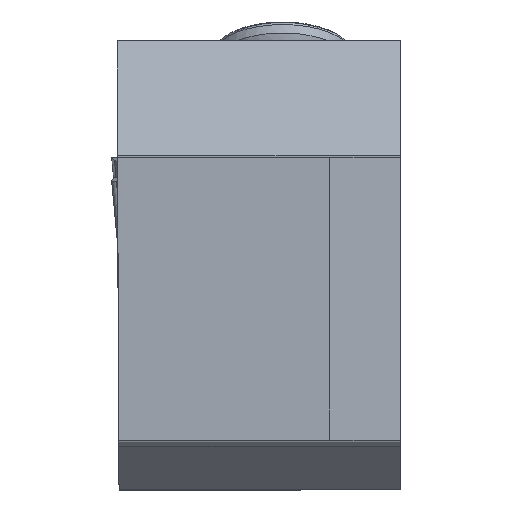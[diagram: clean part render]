
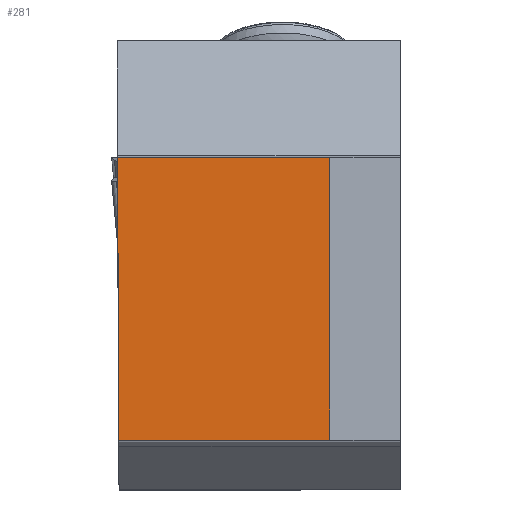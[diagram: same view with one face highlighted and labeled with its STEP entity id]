
A CAD part, top view. The second image highlights one B-rep face of the part: STEP entity #281.
In plain terms, the highlighted planar face has unit normal (0, 0, 1).
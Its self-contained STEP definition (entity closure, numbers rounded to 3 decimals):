
#281=ADVANCED_FACE('BLANK_BOXF006',(#431),#375,.T.);
#375=PLANE('',#1991);
#431=FACE_OUTER_BOUND('',#526,.T.);
#526=EDGE_LOOP('',(#732,#733,#734,#735));
#732=ORIENTED_EDGE('',*,*,#1347,.T.);
#733=ORIENTED_EDGE('',*,*,#1388,.T.);
#734=ORIENTED_EDGE('',*,*,#1389,.F.);
#735=ORIENTED_EDGE('',*,*,#1375,.F.);
#1168=VERTEX_POINT('',#2683);
#1169=VERTEX_POINT('',#2685);
#1188=VERTEX_POINT('',#2758);
#1193=VERTEX_POINT('',#2798);
#1347=EDGE_CURVE('',#1169,#1168,#1600,.T.);
#1375=EDGE_CURVE('',#1169,#1188,#1623,.T.);
#1388=EDGE_CURVE('',#1168,#1193,#1632,.T.);
#1389=EDGE_CURVE('',#1188,#1193,#1633,.T.);
#1600=LINE('',#2684,#1756);
#1623=LINE('',#2757,#1779);
#1632=LINE('',#2797,#1788);
#1633=LINE('',#2799,#1789);
#1756=VECTOR('',#2182,1.);
#1779=VECTOR('',#2219,1.);
#1788=VECTOR('',#2248,1.);
#1789=VECTOR('',#2249,1.);
#1991=AXIS2_PLACEMENT_3D('',#2800,#2250,#2251);
#2182=DIRECTION('',(1.,0.,0.));
#2219=DIRECTION('',(-0.004,1.,0.));
#2248=DIRECTION('',(0.,1.,0.));
#2249=DIRECTION('',(1.,0.,0.));
#2250=DIRECTION('',(0.,0.,1.));
#2251=DIRECTION('',(0.,1.,0.));
#2683=CARTESIAN_POINT('',(-2.974,0.,0.));
#2684=CARTESIAN_POINT('',(22.,0.,0.));
#2685=CARTESIAN_POINT('',(-11.873,0.,0.));
#2757=CARTESIAN_POINT('',(-11.951,17.777,0.));
#2758=CARTESIAN_POINT('',(-11.925,11.925,0.));
#2797=CARTESIAN_POINT('',(-2.974,11.925,0.));
#2798=CARTESIAN_POINT('',(-2.974,11.925,0.));
#2799=CARTESIAN_POINT('',(22.,11.925,0.));
#2800=CARTESIAN_POINT('',(22.,17.925,0.));
